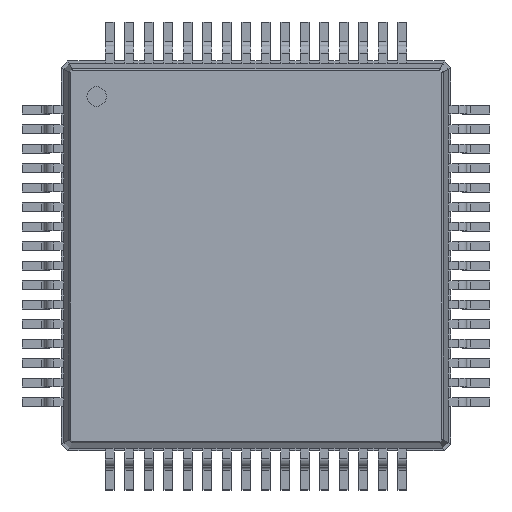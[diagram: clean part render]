
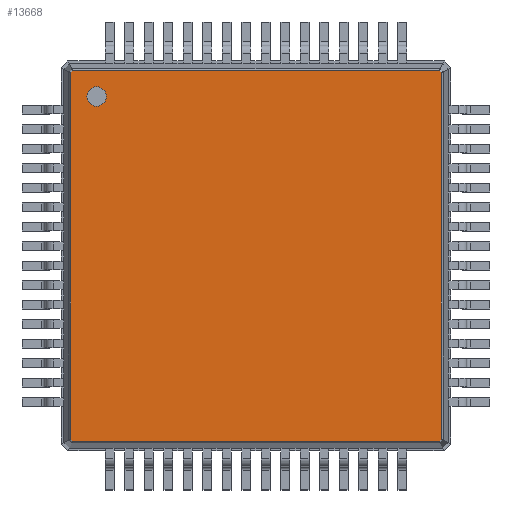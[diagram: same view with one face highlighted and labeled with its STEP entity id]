
A CAD part, top view. The second image highlights one B-rep face of the part: STEP entity #13668.
In plain terms, the highlighted planar face has unit normal (0, 0, 1).
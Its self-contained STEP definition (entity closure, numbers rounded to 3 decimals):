
#6585 = VERTEX_POINT('',#6586);
#6586 = CARTESIAN_POINT('',(-4.746,-4.702,1.5));
#6879 = EDGE_CURVE('',#6585,#6880,#6882,.T.);
#6880 = VERTEX_POINT('',#6881);
#6881 = CARTESIAN_POINT('',(-4.746,4.702,1.5));
#6882 = B_SPLINE_CURVE_WITH_KNOTS('',2,(#6883,#6884,#6885,#6886,#6887),
.UNSPECIFIED.,.F.,.F.,(3,1,1,3),(-0.503,-0.04,
9.477,9.939),.UNSPECIFIED.);
#6883 = CARTESIAN_POINT('',(-4.746,-5.221,1.5));
#6884 = CARTESIAN_POINT('',(-4.746,-4.99,1.5));
#6885 = CARTESIAN_POINT('',(-4.746,0.,1.5));
#6886 = CARTESIAN_POINT('',(-4.746,4.99,1.5));
#6887 = CARTESIAN_POINT('',(-4.746,5.221,1.5));
#12737 = EDGE_CURVE('',#6880,#12738,#12740,.T.);
#12738 = VERTEX_POINT('',#12739);
#12739 = CARTESIAN_POINT('',(-4.702,4.746,1.5));
#12740 = B_SPLINE_CURVE_WITH_KNOTS('',2,(#12741,#12742,#12743,#12744,
#12745),.UNSPECIFIED.,.F.,.F.,(3,1,1,3),(-0.216,
-0.04,0.137,0.313),.UNSPECIFIED.);
#12741 = CARTESIAN_POINT('',(-4.911,4.537,1.5));
#12742 = CARTESIAN_POINT('',(-4.849,4.6,1.5));
#12743 = CARTESIAN_POINT('',(-4.724,4.724,1.5));
#12744 = CARTESIAN_POINT('',(-4.6,4.849,1.5));
#12745 = CARTESIAN_POINT('',(-4.537,4.911,1.5));
#13061 = VERTEX_POINT('',#13062);
#13062 = CARTESIAN_POINT('',(-4.702,-4.746,1.5));
#13643 = EDGE_CURVE('',#13061,#6585,#13644,.T.);
#13644 = B_SPLINE_CURVE_WITH_KNOTS('',2,(#13645,#13646,#13647,#13648,
#13649),.UNSPECIFIED.,.F.,.F.,(3,1,1,3),(-0.216,
-0.04,0.137,0.313),.UNSPECIFIED.);
#13645 = CARTESIAN_POINT('',(-4.537,-4.911,1.5));
#13646 = CARTESIAN_POINT('',(-4.6,-4.849,1.5));
#13647 = CARTESIAN_POINT('',(-4.724,-4.724,1.5));
#13648 = CARTESIAN_POINT('',(-4.849,-4.6,1.5));
#13649 = CARTESIAN_POINT('',(-4.911,-4.537,1.5));
#13668 = ADVANCED_FACE('',(#13669,#13722),#13733,.T.);
#13669 = FACE_BOUND('',#13670,.T.);
#13670 = EDGE_LOOP('',(#13671,#13672,#13673,#13683,#13693,#13703,#13713,
#13721));
#13671 = ORIENTED_EDGE('',*,*,#6879,.F.);
#13672 = ORIENTED_EDGE('',*,*,#13643,.F.);
#13673 = ORIENTED_EDGE('',*,*,#13674,.F.);
#13674 = EDGE_CURVE('',#13675,#13061,#13677,.T.);
#13675 = VERTEX_POINT('',#13676);
#13676 = CARTESIAN_POINT('',(4.702,-4.746,1.5));
#13677 = B_SPLINE_CURVE_WITH_KNOTS('',2,(#13678,#13679,#13680,#13681,
#13682),.UNSPECIFIED.,.F.,.F.,(3,1,1,3),(-0.503,
-0.04,9.477,9.939),.UNSPECIFIED.);
#13678 = CARTESIAN_POINT('',(5.221,-4.746,1.5));
#13679 = CARTESIAN_POINT('',(4.99,-4.746,1.5));
#13680 = CARTESIAN_POINT('',(0.,-4.746,1.5));
#13681 = CARTESIAN_POINT('',(-4.99,-4.746,1.5));
#13682 = CARTESIAN_POINT('',(-5.221,-4.746,1.5));
#13683 = ORIENTED_EDGE('',*,*,#13684,.F.);
#13684 = EDGE_CURVE('',#13685,#13675,#13687,.T.);
#13685 = VERTEX_POINT('',#13686);
#13686 = CARTESIAN_POINT('',(4.746,-4.702,1.5));
#13687 = B_SPLINE_CURVE_WITH_KNOTS('',2,(#13688,#13689,#13690,#13691,
#13692),.UNSPECIFIED.,.F.,.F.,(3,1,1,3),(-0.216,
-0.04,0.137,0.313),.UNSPECIFIED.);
#13688 = CARTESIAN_POINT('',(4.911,-4.537,1.5));
#13689 = CARTESIAN_POINT('',(4.849,-4.6,1.5));
#13690 = CARTESIAN_POINT('',(4.724,-4.724,1.5));
#13691 = CARTESIAN_POINT('',(4.6,-4.849,1.5));
#13692 = CARTESIAN_POINT('',(4.537,-4.911,1.5));
#13693 = ORIENTED_EDGE('',*,*,#13694,.F.);
#13694 = EDGE_CURVE('',#13695,#13685,#13697,.T.);
#13695 = VERTEX_POINT('',#13696);
#13696 = CARTESIAN_POINT('',(4.746,4.702,1.5));
#13697 = B_SPLINE_CURVE_WITH_KNOTS('',2,(#13698,#13699,#13700,#13701,
#13702),.UNSPECIFIED.,.F.,.F.,(3,1,1,3),(-0.503,
-0.04,9.477,9.939),.UNSPECIFIED.);
#13698 = CARTESIAN_POINT('',(4.746,5.221,1.5));
#13699 = CARTESIAN_POINT('',(4.746,4.99,1.5));
#13700 = CARTESIAN_POINT('',(4.746,0.,1.5));
#13701 = CARTESIAN_POINT('',(4.746,-4.99,1.5));
#13702 = CARTESIAN_POINT('',(4.746,-5.221,1.5));
#13703 = ORIENTED_EDGE('',*,*,#13704,.F.);
#13704 = EDGE_CURVE('',#13705,#13695,#13707,.T.);
#13705 = VERTEX_POINT('',#13706);
#13706 = CARTESIAN_POINT('',(4.702,4.746,1.5));
#13707 = B_SPLINE_CURVE_WITH_KNOTS('',2,(#13708,#13709,#13710,#13711,
#13712),.UNSPECIFIED.,.F.,.F.,(3,1,1,3),(-0.216,
-0.04,0.137,0.313),.UNSPECIFIED.);
#13708 = CARTESIAN_POINT('',(4.537,4.911,1.5));
#13709 = CARTESIAN_POINT('',(4.6,4.849,1.5));
#13710 = CARTESIAN_POINT('',(4.724,4.724,1.5));
#13711 = CARTESIAN_POINT('',(4.849,4.6,1.5));
#13712 = CARTESIAN_POINT('',(4.911,4.537,1.5));
#13713 = ORIENTED_EDGE('',*,*,#13714,.F.);
#13714 = EDGE_CURVE('',#12738,#13705,#13715,.T.);
#13715 = B_SPLINE_CURVE_WITH_KNOTS('',2,(#13716,#13717,#13718,#13719,
#13720),.UNSPECIFIED.,.F.,.F.,(3,1,1,3),(-0.503,
-0.04,9.477,9.939),.UNSPECIFIED.);
#13716 = CARTESIAN_POINT('',(-5.221,4.746,1.5));
#13717 = CARTESIAN_POINT('',(-4.99,4.746,1.5));
#13718 = CARTESIAN_POINT('',(0.,4.746,1.5));
#13719 = CARTESIAN_POINT('',(4.99,4.746,1.5));
#13720 = CARTESIAN_POINT('',(5.221,4.746,1.5));
#13721 = ORIENTED_EDGE('',*,*,#12737,.F.);
#13722 = FACE_BOUND('',#13723,.T.);
#13723 = EDGE_LOOP('',(#13724));
#13724 = ORIENTED_EDGE('',*,*,#13725,.F.);
#13725 = EDGE_CURVE('',#13726,#13726,#13728,.T.);
#13726 = VERTEX_POINT('',#13727);
#13727 = CARTESIAN_POINT('',(-4.087,3.837,1.5));
#13728 = CIRCLE('',#13729,0.25);
#13729 = AXIS2_PLACEMENT_3D('',#13730,#13731,#13732);
#13730 = CARTESIAN_POINT('',(-4.087,4.087,1.5));
#13731 = DIRECTION('',(0.,0.,1.));
#13732 = DIRECTION('',(0.,-1.,0.));
#13733 = PLANE('',#13734);
#13734 = AXIS2_PLACEMENT_3D('',#13735,#13736,#13737);
#13735 = CARTESIAN_POINT('',(-4.718,4.787,1.5));
#13736 = DIRECTION('',(0.,0.,1.));
#13737 = DIRECTION('',(0.702,-0.712,0.));
